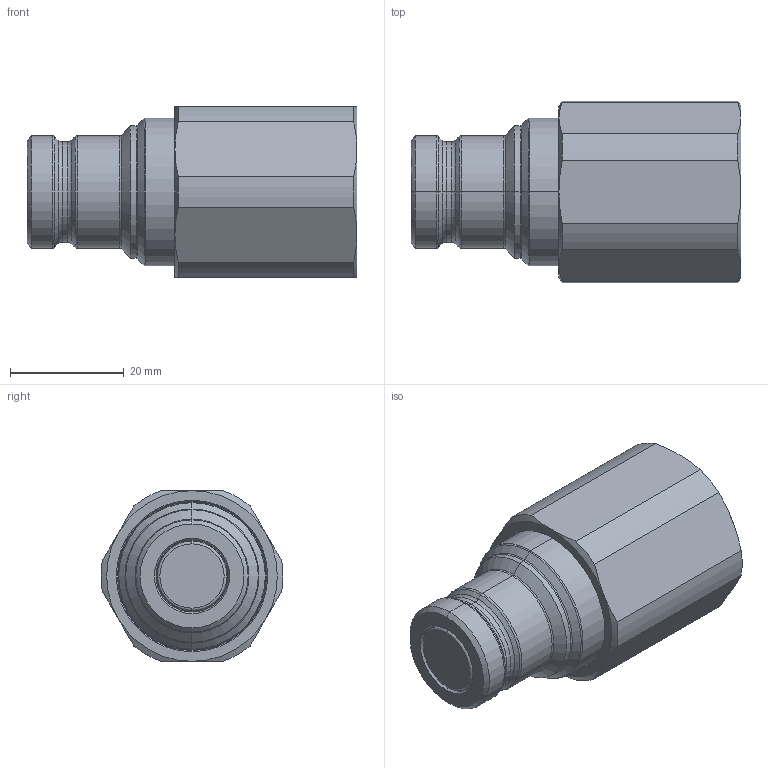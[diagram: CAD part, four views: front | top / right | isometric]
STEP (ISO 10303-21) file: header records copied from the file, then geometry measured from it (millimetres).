
FILE_DESCRIPTION (( 'STEP AP214' ), '1' );
FILE_NAME ('FEM-372-6FB.STEP', '2015-08-26T06:58:35', ( 'admin' ), ( 'Microsoft' ), 'SwSTEP 2.0', 'SolidWorks 2009', '' );
FILE_SCHEMA (( 'AUTOMOTIVE_DESIGN' ));
Length unit declared in the file: millimetre
Products named in the file (1): FEM-372-6FB
Bounding box: 58 x 31.95 x 30 mm (x, y, z)
Volume: 30587 mm3; surface area: 7427.3 mm2
Topology: 1 solids, 1 shells, 86 faces, 180 edges, 100 vertices
Faces by surface type: cone 34, cylinder 24, torus 16, plane 12
Entity records: 2347 total; most frequent: CARTESIAN_POINT 471, DIRECTION 434, ORIENTED_EDGE 360, AXIS2_PLACEMENT_3D 191, EDGE_CURVE 180, CIRCLE 104, VERTEX_POINT 100, EDGE_LOOP 90
